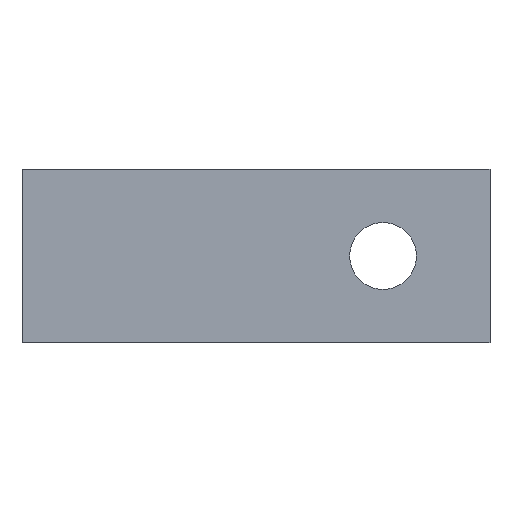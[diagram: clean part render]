
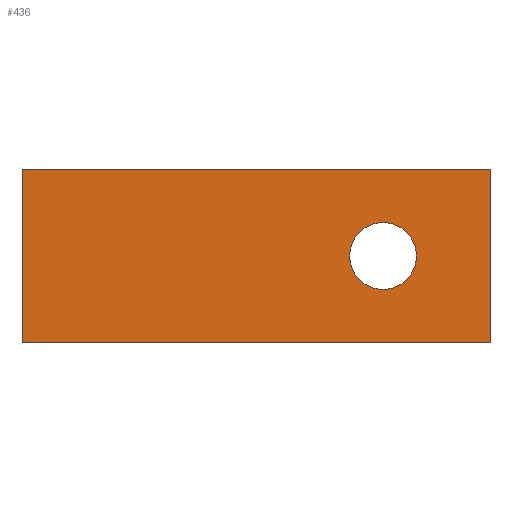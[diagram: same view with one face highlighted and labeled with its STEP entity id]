
A CAD part, front view. The second image highlights one B-rep face of the part: STEP entity #436.
In plain terms, the highlighted planar face has unit normal (0, -1, 0).
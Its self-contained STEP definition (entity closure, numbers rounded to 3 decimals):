
#7 = CARTESIAN_POINT ( 'NONE',  ( 0., -35., 13. ) ) ;
#23 = CARTESIAN_POINT ( 'NONE',  ( 0., -35., 0. ) ) ;
#27 = EDGE_CURVE ( 'NONE', #89, #566, #455, .T. ) ;
#33 = DIRECTION ( 'NONE',  ( 0., 0., 1. ) ) ;
#89 = VERTEX_POINT ( 'NONE', #131 ) ;
#93 = CARTESIAN_POINT ( 'NONE',  ( 27., -35., 9. ) ) ;
#108 = ORIENTED_EDGE ( 'NONE', *, *, #194, .F. ) ;
#131 = CARTESIAN_POINT ( 'NONE',  ( 0., -35., 13. ) ) ;
#145 = VERTEX_POINT ( 'NONE', #23 ) ;
#174 = CARTESIAN_POINT ( 'NONE',  ( 35., -35., 13. ) ) ;
#178 = LINE ( 'NONE', #497, #489 ) ;
#186 = DIRECTION ( 'NONE',  ( 0., 1., 0. ) ) ;
#191 = ORIENTED_EDGE ( 'NONE', *, *, #27, .F. ) ;
#192 = LINE ( 'NONE', #7, #417 ) ;
#194 = EDGE_CURVE ( 'NONE', #566, #550, #340, .T. ) ;
#195 = VECTOR ( 'NONE', #461, 1000. ) ;
#204 = CARTESIAN_POINT ( 'NONE',  ( 35., -35., 13. ) ) ;
#212 = DIRECTION ( 'NONE',  ( 1., 0., 0. ) ) ;
#225 = ORIENTED_EDGE ( 'NONE', *, *, #238, .T. ) ;
#233 = DIRECTION ( 'NONE',  ( 0., 0., -1. ) ) ;
#235 = CARTESIAN_POINT ( 'NONE',  ( 27., -35., 6.5 ) ) ;
#238 = EDGE_CURVE ( 'NONE', #254, #397, #620, .T. ) ;
#243 = CARTESIAN_POINT ( 'NONE',  ( 27., -35., 6.5 ) ) ;
#254 = VERTEX_POINT ( 'NONE', #633 ) ;
#276 = EDGE_CURVE ( 'NONE', #397, #254, #640, .T. ) ;
#280 = EDGE_LOOP ( 'NONE', ( #362, #108, #191, #322 ) ) ;
#321 = CARTESIAN_POINT ( 'NONE',  ( 0., -35., 13. ) ) ;
#322 = ORIENTED_EDGE ( 'NONE', *, *, #631, .T. ) ;
#340 = LINE ( 'NONE', #174, #478 ) ;
#362 = ORIENTED_EDGE ( 'NONE', *, *, #536, .T. ) ;
#397 = VERTEX_POINT ( 'NONE', #93 ) ;
#400 = DIRECTION ( 'NONE',  ( 0., 1., 0. ) ) ;
#417 = VECTOR ( 'NONE', #448, 1000. ) ;
#431 = DIRECTION ( 'NONE',  ( 0., 0., 1. ) ) ;
#436 = ADVANCED_FACE ( 'NONE', ( #532, #465 ), #441, .F. ) ;
#437 = AXIS2_PLACEMENT_3D ( 'NONE', #646, #400, #477 ) ;
#441 = PLANE ( 'NONE',  #437 ) ;
#448 = DIRECTION ( 'NONE',  ( 0., 0., -1. ) ) ;
#455 = LINE ( 'NONE', #321, #195 ) ;
#461 = DIRECTION ( 'NONE',  ( 1., 0., 0. ) ) ;
#463 = AXIS2_PLACEMENT_3D ( 'NONE', #243, #186, #33 ) ;
#465 = FACE_OUTER_BOUND ( 'NONE', #280, .T. ) ;
#477 = DIRECTION ( 'NONE',  ( 0., 0., 1. ) ) ;
#478 = VECTOR ( 'NONE', #233, 1000. ) ;
#484 = EDGE_LOOP ( 'NONE', ( #529, #225 ) ) ;
#489 = VECTOR ( 'NONE', #212, 1000. ) ;
#497 = CARTESIAN_POINT ( 'NONE',  ( 0., -35., 0. ) ) ;
#529 = ORIENTED_EDGE ( 'NONE', *, *, #276, .T. ) ;
#532 = FACE_BOUND ( 'NONE', #484, .T. ) ;
#536 = EDGE_CURVE ( 'NONE', #145, #550, #178, .T. ) ;
#547 = CARTESIAN_POINT ( 'NONE',  ( 35., -35., 0. ) ) ;
#550 = VERTEX_POINT ( 'NONE', #547 ) ;
#566 = VERTEX_POINT ( 'NONE', #204 ) ;
#589 = AXIS2_PLACEMENT_3D ( 'NONE', #235, #630, #431 ) ;
#620 = CIRCLE ( 'NONE', #589, 2.5 ) ;
#630 = DIRECTION ( 'NONE',  ( 0., 1., 0. ) ) ;
#631 = EDGE_CURVE ( 'NONE', #89, #145, #192, .T. ) ;
#633 = CARTESIAN_POINT ( 'NONE',  ( 27., -35., 4. ) ) ;
#640 = CIRCLE ( 'NONE', #463, 2.5 ) ;
#646 = CARTESIAN_POINT ( 'NONE',  ( 0., -35., 13. ) ) ;
